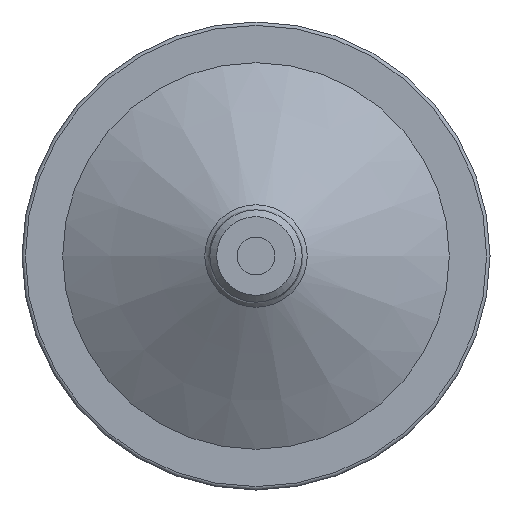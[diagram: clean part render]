
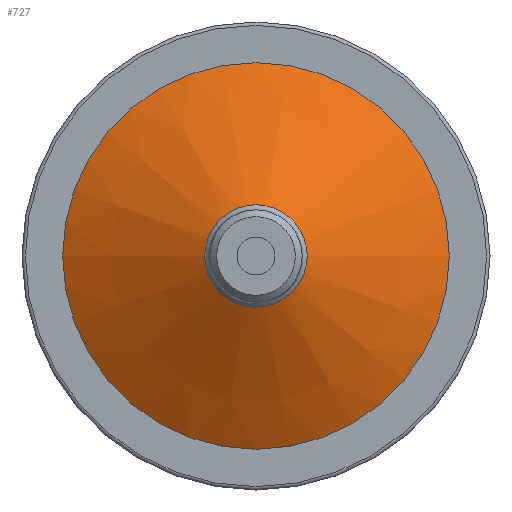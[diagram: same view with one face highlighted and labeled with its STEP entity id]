
A CAD part, front view. The second image highlights one B-rep face of the part: STEP entity #727.
In plain terms, the highlighted conical face has half-angle 60 degrees and reference radius 17.65 mm.
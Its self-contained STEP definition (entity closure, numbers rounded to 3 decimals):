
#478=CARTESIAN_POINT('',(-28.5,24.3,0.0));
#479=VERTEX_POINT('',#478);
#480=CARTESIAN_POINT('',(0.0,24.3,0.0));
#481=DIRECTION('',(0.0,1.0,0.0));
#482=DIRECTION('',(-1.0,0.0,0.0));
#483=AXIS2_PLACEMENT_3D('',#480,#481,#482);
#484=CIRCLE('',#483,28.5);
#485=EDGE_CURVE('',#479,#479,#484,.T.);
#692=CARTESIAN_POINT('',(-7.55,12.205,0.));
#693=VERTEX_POINT('',#692);
#694=CARTESIAN_POINT('',(0.,12.205,0.));
#695=DIRECTION('',(0.0,-1.0,0.0));
#696=DIRECTION('',(1.0,0.0,0.0));
#697=AXIS2_PLACEMENT_3D('',#694,#695,#696);
#698=CIRCLE('',#697,7.55);
#699=EDGE_CURVE('',#693,#693,#698,.T.);
#716=CARTESIAN_POINT('',(0.0,18.036,0.0));
#717=DIRECTION('',(0.0,1.0,0.0));
#718=DIRECTION('',(-1.0,0.0,0.0));
#719=AXIS2_PLACEMENT_3D('',#716,#717,#718);
#720=CONICAL_SURFACE('',#719,17.65,60.);
#721=ORIENTED_EDGE('',*,*,#485,.F.);
#722=EDGE_LOOP('',(#721));
#723=FACE_OUTER_BOUND('',#722,.T.);
#724=ORIENTED_EDGE('',*,*,#699,.F.);
#725=EDGE_LOOP('',(#724));
#726=FACE_BOUND('',#725,.T.);
#727=ADVANCED_FACE('',(#723,#726),#720,.T.);
